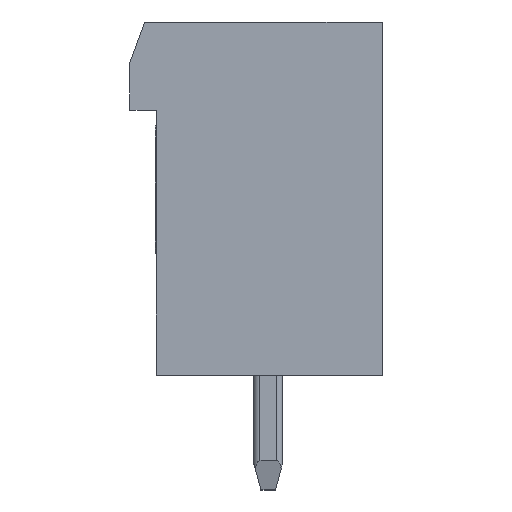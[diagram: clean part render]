
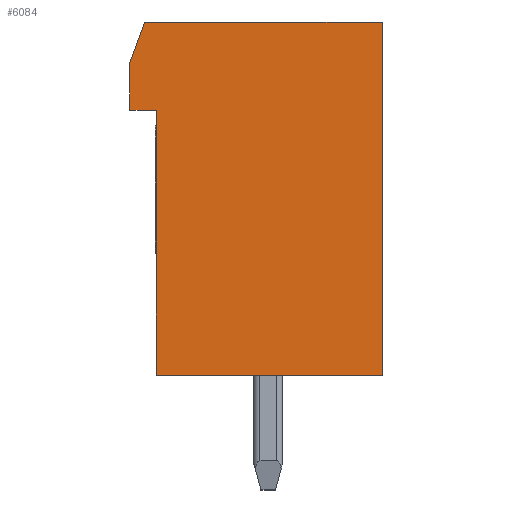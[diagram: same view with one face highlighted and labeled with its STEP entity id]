
A CAD part, left-side view. The second image highlights one B-rep face of the part: STEP entity #6084.
In plain terms, the highlighted planar face has unit normal (-1, 0, 0).
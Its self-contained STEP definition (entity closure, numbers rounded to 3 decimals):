
#6084=ADVANCED_FACE('',(#14238),#14239,.F.);
#8744=VERTEX_POINT('',#17355);
#8748=VERTEX_POINT('',#17359);
#8750=EDGE_CURVE('',#8744,#8748,#17361,.T.);
#8840=VERTEX_POINT('',#17451);
#8844=EDGE_CURVE('',#8744,#8840,#17455,.T.);
#8846=VERTEX_POINT('',#17457);
#8850=VERTEX_POINT('',#17461);
#8854=EDGE_CURVE('',#8846,#8850,#17465,.T.);
#8856=VERTEX_POINT('',#17467);
#8862=EDGE_CURVE('',#8748,#8856,#17473,.T.);
#8898=VERTEX_POINT('',#17510);
#8902=EDGE_CURVE('',#8898,#8846,#17514,.T.);
#8906=EDGE_CURVE('',#8840,#8898,#17518,.T.);
#8918=EDGE_CURVE('',#8856,#8850,#17530,.T.);
#14238=FACE_OUTER_BOUND('',#27187,.T.);
#14239=PLANE('',#27188);
#17355=CARTESIAN_POINT('',(0.0,0.0,12.0));
#17359=CARTESIAN_POINT('',(0.0,0.0,0.0));
#17361=LINE('',#31561,#31562);
#17451=CARTESIAN_POINT('',(0.0,8.07,12.0));
#17455=LINE('',#31719,#31720);
#17457=CARTESIAN_POINT('',(0.0,8.57,9.));
#17461=CARTESIAN_POINT('',(0.0,7.67,9.));
#17465=LINE('',#31735,#31736);
#17467=CARTESIAN_POINT('',(0.0,7.67,0.0));
#17473=LINE('',#31749,#31750);
#17510=CARTESIAN_POINT('',(0.0,8.57,10.626));
#17514=LINE('',#31817,#31818);
#17518=LINE('',#31825,#31826);
#17530=LINE('',#31848,#31849);
#27187=EDGE_LOOP('',(#40354,#40355,#40356,#40357,#40358,#40359,#40360));
#27188=AXIS2_PLACEMENT_3D('',#40361,#40362,#40363);
#31561=CARTESIAN_POINT('',(0.0,0.0,12.0));
#31562=VECTOR('',#44388,1.0);
#31719=CARTESIAN_POINT('',(0.0,0.0,12.0));
#31720=VECTOR('',#44426,1.0);
#31735=CARTESIAN_POINT('',(0.0,8.57,9.));
#31736=VECTOR('',#44429,1.0);
#31749=CARTESIAN_POINT('',(0.0,0.0,0.0));
#31750=VECTOR('',#44432,1.0);
#31817=CARTESIAN_POINT('',(0.0,8.57,10.626));
#31818=VECTOR('',#44458,1.0);
#31825=CARTESIAN_POINT('',(0.0,8.07,12.0));
#31826=VECTOR('',#44460,1.0);
#31848=CARTESIAN_POINT('',(0.0,7.67,0.0));
#31849=VECTOR('',#44468,1.0);
#40354=ORIENTED_EDGE('',*,*,#8844,.T.);
#40355=ORIENTED_EDGE('',*,*,#8906,.T.);
#40356=ORIENTED_EDGE('',*,*,#8902,.T.);
#40357=ORIENTED_EDGE('',*,*,#8854,.T.);
#40358=ORIENTED_EDGE('',*,*,#8918,.F.);
#40359=ORIENTED_EDGE('',*,*,#8862,.F.);
#40360=ORIENTED_EDGE('',*,*,#8750,.F.);
#40361=CARTESIAN_POINT('',(0.0,-0.221,12.306));
#40362=DIRECTION('',(1.0,-0.0,0.0));
#40363=DIRECTION('',(0.0,0.0,-1.0));
#44388=DIRECTION('',(0.0,0.0,-1.0));
#44426=DIRECTION('',(0.0,1.0,0.0));
#44429=DIRECTION('',(0.0,-1.0,0.0));
#44432=DIRECTION('',(0.0,1.0,0.0));
#44458=DIRECTION('',(0.0,0.0,-1.0));
#44460=DIRECTION('',(0.0,0.342,-0.94));
#44468=DIRECTION('',(0.0,0.0,1.0));
